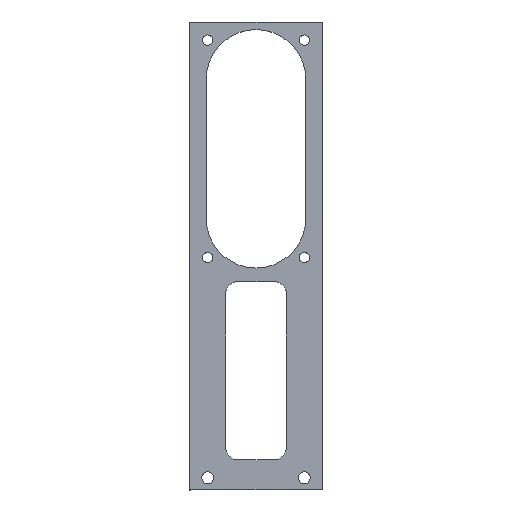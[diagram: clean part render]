
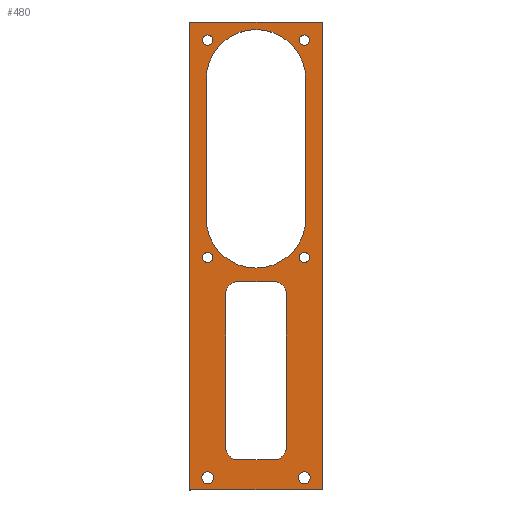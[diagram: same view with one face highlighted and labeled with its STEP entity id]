
A CAD part, top view. The second image highlights one B-rep face of the part: STEP entity #480.
In plain terms, the highlighted planar face has unit normal (0, 0, 1).
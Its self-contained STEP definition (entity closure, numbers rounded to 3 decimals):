
#15=FACE_BOUND('',#103,.T.);
#16=FACE_BOUND('',#104,.T.);
#17=FACE_BOUND('',#105,.T.);
#18=FACE_BOUND('',#106,.T.);
#19=FACE_BOUND('',#107,.T.);
#20=FACE_BOUND('',#108,.T.);
#21=FACE_BOUND('',#109,.T.);
#22=FACE_BOUND('',#110,.T.);
#32=CIRCLE('',#510,2.);
#33=CIRCLE('',#513,2.);
#35=CIRCLE('',#516,2.);
#38=CIRCLE('',#521,2.);
#40=CIRCLE('',#524,1.);
#42=CIRCLE('',#527,1.);
#43=CIRCLE('',#531,0.85);
#44=CIRCLE('',#532,0.85);
#45=CIRCLE('',#533,0.85);
#46=CIRCLE('',#534,0.85);
#47=CIRCLE('',#535,8.25);
#48=CIRCLE('',#536,8.25);
#78=FACE_OUTER_BOUND('',#102,.T.);
#102=EDGE_LOOP('',(#369,#370,#371,#372));
#103=EDGE_LOOP('',(#373));
#104=EDGE_LOOP('',(#374));
#105=EDGE_LOOP('',(#375));
#106=EDGE_LOOP('',(#376));
#107=EDGE_LOOP('',(#377,#378,#379,#380));
#108=EDGE_LOOP('',(#381,#382,#383,#384,#385,#386,#387,#388));
#109=EDGE_LOOP('',(#389));
#110=EDGE_LOOP('',(#390));
#133=LINE('',#703,#175);
#139=LINE('',#719,#181);
#143=LINE('',#737,#185);
#149=LINE('',#761,#191);
#154=LINE('',#770,#196);
#155=LINE('',#772,#197);
#156=LINE('',#783,#198);
#157=LINE('',#787,#199);
#158=LINE('',#789,#200);
#159=LINE('',#790,#201);
#175=VECTOR('',#561,10.);
#181=VECTOR('',#575,10.);
#185=VECTOR('',#593,10.);
#191=VECTOR('',#619,10.);
#196=VECTOR('',#626,10.);
#197=VECTOR('',#629,10.);
#198=VECTOR('',#638,10.);
#199=VECTOR('',#641,10.);
#200=VECTOR('',#644,10.);
#201=VECTOR('',#645,10.);
#217=VERTEX_POINT('',#700);
#218=VERTEX_POINT('',#702);
#221=VERTEX_POINT('',#709);
#222=VERTEX_POINT('',#711);
#224=VERTEX_POINT('',#717);
#225=VERTEX_POINT('',#721);
#227=VERTEX_POINT('',#727);
#228=VERTEX_POINT('',#728);
#231=VERTEX_POINT('',#736);
#234=VERTEX_POINT('',#744);
#236=VERTEX_POINT('',#750);
#238=VERTEX_POINT('',#756);
#239=VERTEX_POINT('',#760);
#242=VERTEX_POINT('',#768);
#243=VERTEX_POINT('',#773);
#244=VERTEX_POINT('',#775);
#245=VERTEX_POINT('',#777);
#246=VERTEX_POINT('',#779);
#247=VERTEX_POINT('',#781);
#248=VERTEX_POINT('',#782);
#249=VERTEX_POINT('',#784);
#250=VERTEX_POINT('',#786);
#261=EDGE_CURVE('',#217,#218,#133,.T.);
#265=EDGE_CURVE('',#221,#222,#32,.T.);
#269=EDGE_CURVE('',#221,#224,#139,.T.);
#270=EDGE_CURVE('',#225,#224,#33,.T.);
#273=EDGE_CURVE('',#227,#228,#35,.T.);
#277=EDGE_CURVE('',#228,#231,#143,.T.);
#281=EDGE_CURVE('',#231,#234,#38,.T.);
#285=EDGE_CURVE('',#236,#236,#40,.T.);
#288=EDGE_CURVE('',#238,#238,#42,.T.);
#289=EDGE_CURVE('',#239,#218,#149,.T.);
#294=EDGE_CURVE('',#242,#217,#154,.T.);
#295=EDGE_CURVE('',#242,#239,#155,.T.);
#296=EDGE_CURVE('',#243,#243,#43,.T.);
#297=EDGE_CURVE('',#244,#244,#44,.T.);
#298=EDGE_CURVE('',#245,#245,#45,.T.);
#299=EDGE_CURVE('',#246,#246,#46,.T.);
#300=EDGE_CURVE('',#247,#248,#156,.T.);
#301=EDGE_CURVE('',#248,#249,#47,.T.);
#302=EDGE_CURVE('',#249,#250,#157,.T.);
#303=EDGE_CURVE('',#250,#247,#48,.T.);
#304=EDGE_CURVE('',#225,#234,#158,.T.);
#305=EDGE_CURVE('',#227,#222,#159,.T.);
#369=ORIENTED_EDGE('',*,*,#294,.F.);
#370=ORIENTED_EDGE('',*,*,#295,.T.);
#371=ORIENTED_EDGE('',*,*,#289,.T.);
#372=ORIENTED_EDGE('',*,*,#261,.F.);
#373=ORIENTED_EDGE('',*,*,#296,.T.);
#374=ORIENTED_EDGE('',*,*,#297,.T.);
#375=ORIENTED_EDGE('',*,*,#298,.T.);
#376=ORIENTED_EDGE('',*,*,#299,.T.);
#377=ORIENTED_EDGE('',*,*,#300,.T.);
#378=ORIENTED_EDGE('',*,*,#301,.T.);
#379=ORIENTED_EDGE('',*,*,#302,.T.);
#380=ORIENTED_EDGE('',*,*,#303,.T.);
#381=ORIENTED_EDGE('',*,*,#269,.T.);
#382=ORIENTED_EDGE('',*,*,#270,.F.);
#383=ORIENTED_EDGE('',*,*,#304,.T.);
#384=ORIENTED_EDGE('',*,*,#281,.F.);
#385=ORIENTED_EDGE('',*,*,#277,.F.);
#386=ORIENTED_EDGE('',*,*,#273,.F.);
#387=ORIENTED_EDGE('',*,*,#305,.T.);
#388=ORIENTED_EDGE('',*,*,#265,.F.);
#389=ORIENTED_EDGE('',*,*,#288,.T.);
#390=ORIENTED_EDGE('',*,*,#285,.T.);
#462=PLANE('',#530);
#480=ADVANCED_FACE('',(#78,#15,#16,#17,#18,#19,#20,#21,#22),#462,.T.);
#510=AXIS2_PLACEMENT_3D('',#712,#568,#569);
#513=AXIS2_PLACEMENT_3D('',#722,#578,#579);
#516=AXIS2_PLACEMENT_3D('',#729,#585,#586);
#521=AXIS2_PLACEMENT_3D('',#745,#600,#601);
#524=AXIS2_PLACEMENT_3D('',#752,#608,#609);
#527=AXIS2_PLACEMENT_3D('',#758,#615,#616);
#530=AXIS2_PLACEMENT_3D('',#771,#627,#628);
#531=AXIS2_PLACEMENT_3D('',#774,#630,#631);
#532=AXIS2_PLACEMENT_3D('',#776,#632,#633);
#533=AXIS2_PLACEMENT_3D('',#778,#634,#635);
#534=AXIS2_PLACEMENT_3D('',#780,#636,#637);
#535=AXIS2_PLACEMENT_3D('',#785,#639,#640);
#536=AXIS2_PLACEMENT_3D('',#788,#642,#643);
#561=DIRECTION('',(-1.,0.,0.));
#568=DIRECTION('center_axis',(0.,0.,1.));
#569=DIRECTION('ref_axis',(0.707,-0.707,0.));
#575=DIRECTION('',(-1.,0.,0.));
#578=DIRECTION('center_axis',(0.,0.,1.));
#579=DIRECTION('ref_axis',(-0.707,-0.707,0.));
#585=DIRECTION('center_axis',(0.,0.,1.));
#586=DIRECTION('ref_axis',(0.707,0.707,0.));
#593=DIRECTION('',(-1.,0.,0.));
#600=DIRECTION('center_axis',(0.,0.,1.));
#601=DIRECTION('ref_axis',(-0.707,0.707,0.));
#608=DIRECTION('center_axis',(0.,0.,-1.));
#609=DIRECTION('ref_axis',(0.,-1.,0.));
#615=DIRECTION('center_axis',(0.,0.,-1.));
#616=DIRECTION('ref_axis',(0.,-1.,0.));
#619=DIRECTION('',(0.,-1.,0.));
#626=DIRECTION('',(0.,-1.,0.));
#627=DIRECTION('center_axis',(0.,0.,1.));
#628=DIRECTION('ref_axis',(-1.,0.,0.));
#629=DIRECTION('',(-1.,0.,0.));
#630=DIRECTION('center_axis',(0.,0.,-1.));
#631=DIRECTION('ref_axis',(-1.,0.,0.));
#632=DIRECTION('center_axis',(0.,0.,-1.));
#633=DIRECTION('ref_axis',(-1.,0.,0.));
#634=DIRECTION('center_axis',(0.,0.,-1.));
#635=DIRECTION('ref_axis',(-1.,0.,0.));
#636=DIRECTION('center_axis',(0.,0.,-1.));
#637=DIRECTION('ref_axis',(-1.,0.,0.));
#638=DIRECTION('',(0.,-1.,0.));
#639=DIRECTION('center_axis',(0.,0.,-1.));
#640=DIRECTION('ref_axis',(1.,0.,0.));
#641=DIRECTION('',(0.,1.,0.));
#642=DIRECTION('center_axis',(0.,0.,-1.));
#643=DIRECTION('ref_axis',(1.,0.,0.));
#644=DIRECTION('',(0.,1.,0.));
#645=DIRECTION('',(0.,-1.,0.));
#700=CARTESIAN_POINT('',(11.,-68.,18.345));
#702=CARTESIAN_POINT('',(-11.,-68.,18.345));
#703=CARTESIAN_POINT('',(5.5,-68.,18.345));
#709=CARTESIAN_POINT('',(3.,-63.,18.345));
#711=CARTESIAN_POINT('',(5.,-61.,18.345));
#712=CARTESIAN_POINT('Origin',(3.,-61.,18.345));
#717=CARTESIAN_POINT('',(-3.,-63.,18.345));
#719=CARTESIAN_POINT('',(-5.,-63.,18.345));
#721=CARTESIAN_POINT('',(-5.,-61.,18.345));
#722=CARTESIAN_POINT('Origin',(-3.,-61.,18.345));
#727=CARTESIAN_POINT('',(5.,-35.5,18.345));
#728=CARTESIAN_POINT('',(3.,-33.5,18.345));
#729=CARTESIAN_POINT('Origin',(3.,-35.5,18.345));
#736=CARTESIAN_POINT('',(-3.,-33.5,18.345));
#737=CARTESIAN_POINT('',(2.5,-33.5,18.345));
#744=CARTESIAN_POINT('',(-5.,-35.5,18.345));
#745=CARTESIAN_POINT('Origin',(-3.,-35.5,18.345));
#750=CARTESIAN_POINT('',(-8.,-65.,18.345));
#752=CARTESIAN_POINT('Origin',(-8.,-66.,18.345));
#756=CARTESIAN_POINT('',(8.,-65.,18.345));
#758=CARTESIAN_POINT('Origin',(8.,-66.,18.345));
#760=CARTESIAN_POINT('',(-11.,9.5,18.345));
#761=CARTESIAN_POINT('',(-11.,-67.5,18.345));
#768=CARTESIAN_POINT('',(11.,9.5,18.345));
#770=CARTESIAN_POINT('',(11.,-52.5,18.345));
#771=CARTESIAN_POINT('Origin',(0.,-11.415,
18.345));
#772=CARTESIAN_POINT('',(-5.5,9.5,18.345));
#773=CARTESIAN_POINT('',(-7.15,6.5,18.345));
#774=CARTESIAN_POINT('Origin',(-8.,6.5,18.345));
#775=CARTESIAN_POINT('',(8.85,6.5,18.345));
#776=CARTESIAN_POINT('Origin',(8.,6.5,18.345));
#777=CARTESIAN_POINT('',(8.85,-29.5,18.345));
#778=CARTESIAN_POINT('Origin',(8.,-29.5,18.345));
#779=CARTESIAN_POINT('',(-7.15,-29.5,18.345));
#780=CARTESIAN_POINT('Origin',(-8.,-29.5,18.345));
#781=CARTESIAN_POINT('',(8.25,0.,18.345));
#782=CARTESIAN_POINT('',(8.25,-23.,18.345));
#783=CARTESIAN_POINT('',(8.25,-4.5,18.345));
#784=CARTESIAN_POINT('',(-8.25,-23.,18.345));
#785=CARTESIAN_POINT('Origin',(0.,-23.,18.345));
#786=CARTESIAN_POINT('',(-8.25,0.,18.345));
#787=CARTESIAN_POINT('',(-8.25,-17.208,18.345));
#788=CARTESIAN_POINT('Origin',(0.,0.,18.345));
#789=CARTESIAN_POINT('',(-5.,-29.708,18.345));
#790=CARTESIAN_POINT('',(5.,-29.708,18.345));
